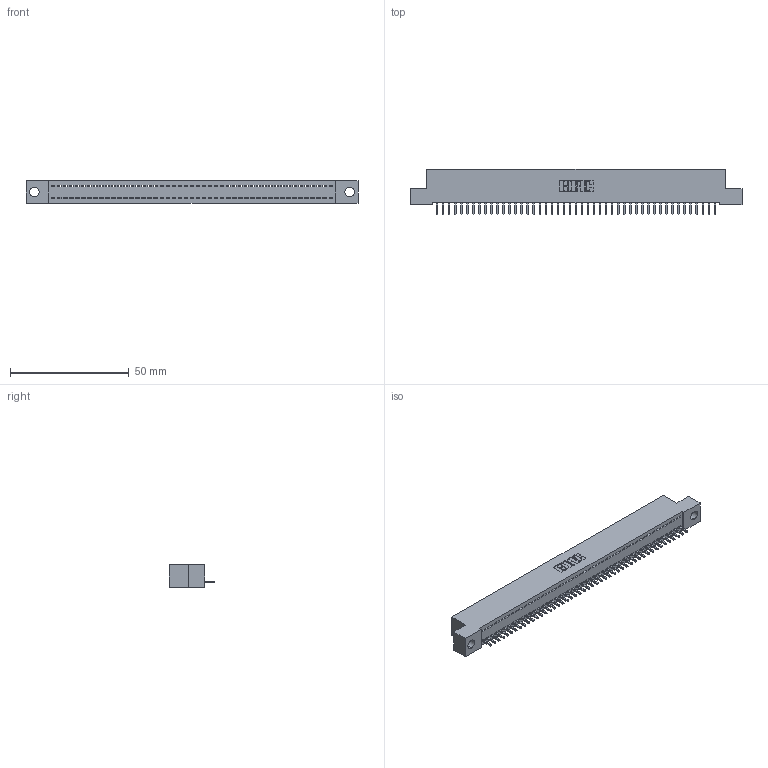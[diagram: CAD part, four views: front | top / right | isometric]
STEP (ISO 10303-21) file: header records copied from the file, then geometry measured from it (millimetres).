
FILE_DESCRIPTION (( 'STEP AP203' ), '1' );
FILE_NAME ('342-047-521-104.STEP', '2018-08-12T16:56:26', ( '' ), ( '' ), 'SwSTEP 2.0', 'SolidWorks 2016', '' );
FILE_SCHEMA (( 'CONFIG_CONTROL_DESIGN' ));
Length unit declared in the file: inch
Products named in the file (3): 342 Part_.156 TH; 345-292-001_345-293-121; 342-047-521-104
Assembly tree (48 placements, depth 2):
  342-047-521-104
    342 Part_.156 TH
    345-292-001_345-293-121  x47
Bounding box: 139.7 x 19.06 x 9.4 mm (x, y, z)
Volume: 12046.6 mm3; surface area: 17088.7 mm2
Topology: 48 solids, 48 shells, 2836 faces, 8571 edges, 5650 vertices
Faces by surface type: plane 2040, cylinder 796
Entity records: 27975 total; most frequent: CARTESIAN_POINT 4831, ORIENTED_EDGE 4814, DIRECTION 4065, EDGE_CURVE 2407, VECTOR 2279, LINE 2279, VERTEX_POINT 1602, AXIS2_PLACEMENT_3D 893
